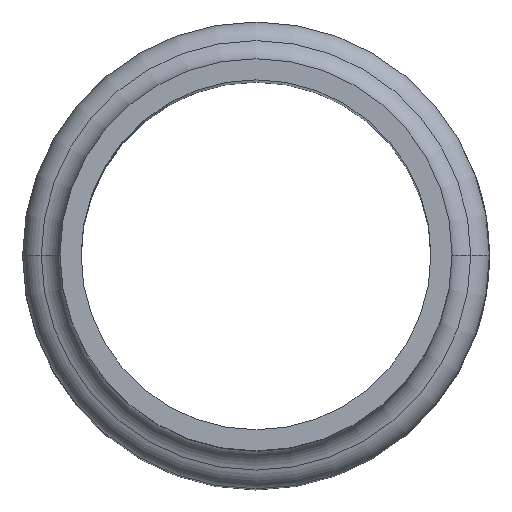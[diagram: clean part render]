
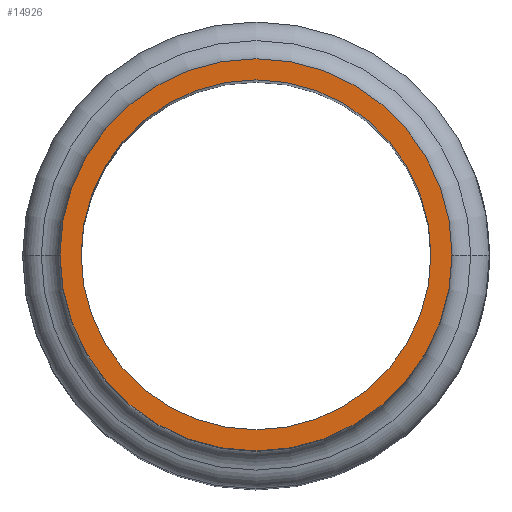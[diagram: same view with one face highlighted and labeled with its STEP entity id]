
A CAD part, top view. The second image highlights one B-rep face of the part: STEP entity #14926.
In plain terms, the highlighted planar face has unit normal (0, 0, 1).
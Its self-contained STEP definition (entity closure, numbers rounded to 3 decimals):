
#321 = AXIS2_PLACEMENT_3D ( 'NONE', #13041, #6356, #12770 ) ;
#436 = DIRECTION ( 'NONE',  ( 0., 0., -1. ) ) ;
#712 = FACE_BOUND ( 'NONE', #11682, .T. ) ;
#2005 = CIRCLE ( 'NONE', #10652, 21.55 ) ;
#2097 = AXIS2_PLACEMENT_3D ( 'NONE', #21805, #6163, #14861 ) ;
#2969 = FACE_OUTER_BOUND ( 'NONE', #3206, .T. ) ;
#3206 = EDGE_LOOP ( 'NONE', ( #18984, #8088 ) ) ;
#3681 = VERTEX_POINT ( 'NONE', #11529 ) ;
#6163 = DIRECTION ( 'NONE',  ( 0., 0., 1. ) ) ;
#6356 = DIRECTION ( 'NONE',  ( 0., 0., 1. ) ) ;
#8088 = ORIENTED_EDGE ( 'NONE', *, *, #15090, .T. ) ;
#8832 = ORIENTED_EDGE ( 'NONE', *, *, #9173, .F. ) ;
#9173 = EDGE_CURVE ( 'NONE', #15635, #11359, #2005, .T. ) ;
#9253 = PLANE ( 'NONE',  #23440 ) ;
#10652 = AXIS2_PLACEMENT_3D ( 'NONE', #13649, #24439, #13504 ) ;
#11359 = VERTEX_POINT ( 'NONE', #16917 ) ;
#11529 = CARTESIAN_POINT ( 'NONE',  ( 24.15, 0., 0. ) ) ;
#11682 = EDGE_LOOP ( 'NONE', ( #8832, #22445 ) ) ;
#12307 = CARTESIAN_POINT ( 'NONE',  ( 21.55, 0., 0. ) ) ;
#12770 = DIRECTION ( 'NONE',  ( 1., 0., 0. ) ) ;
#13041 = CARTESIAN_POINT ( 'NONE',  ( 0., 0., 0. ) ) ;
#13154 = VERTEX_POINT ( 'NONE', #22409 ) ;
#13380 = CARTESIAN_POINT ( 'NONE',  ( 0., 22.55, 0. ) ) ;
#13498 = CIRCLE ( 'NONE', #321, 24.15 ) ;
#13504 = DIRECTION ( 'NONE',  ( 1., 0., 0. ) ) ;
#13649 = CARTESIAN_POINT ( 'NONE',  ( 0., 0., 0. ) ) ;
#13762 = EDGE_CURVE ( 'NONE', #11359, #15635, #21640, .T. ) ;
#14861 = DIRECTION ( 'NONE',  ( 1., 0., 0. ) ) ;
#14926 = ADVANCED_FACE ( 'NONE', ( #712, #2969 ), #9253, .F. ) ;
#15090 = EDGE_CURVE ( 'NONE', #13154, #3681, #22994, .T. ) ;
#15635 = VERTEX_POINT ( 'NONE', #12307 ) ;
#15947 = DIRECTION ( 'NONE',  ( -1., 0., 0. ) ) ;
#16842 = EDGE_CURVE ( 'NONE', #3681, #13154, #13498, .T. ) ;
#16917 = CARTESIAN_POINT ( 'NONE',  ( -21.55, 0., 0. ) ) ;
#18635 = DIRECTION ( 'NONE',  ( 0., 0., 1. ) ) ;
#18984 = ORIENTED_EDGE ( 'NONE', *, *, #16842, .T. ) ;
#20621 = CARTESIAN_POINT ( 'NONE',  ( 0., 0., 0. ) ) ;
#21640 = CIRCLE ( 'NONE', #2097, 21.55 ) ;
#21805 = CARTESIAN_POINT ( 'NONE',  ( 0., 0., 0. ) ) ;
#22409 = CARTESIAN_POINT ( 'NONE',  ( -24.15, 0., 0. ) ) ;
#22445 = ORIENTED_EDGE ( 'NONE', *, *, #13762, .F. ) ;
#22888 = DIRECTION ( 'NONE',  ( 1., 0., 0. ) ) ;
#22994 = CIRCLE ( 'NONE', #26613, 24.15 ) ;
#23440 = AXIS2_PLACEMENT_3D ( 'NONE', #13380, #436, #15947 ) ;
#24439 = DIRECTION ( 'NONE',  ( 0., 0., 1. ) ) ;
#26613 = AXIS2_PLACEMENT_3D ( 'NONE', #20621, #18635, #22888 ) ;
